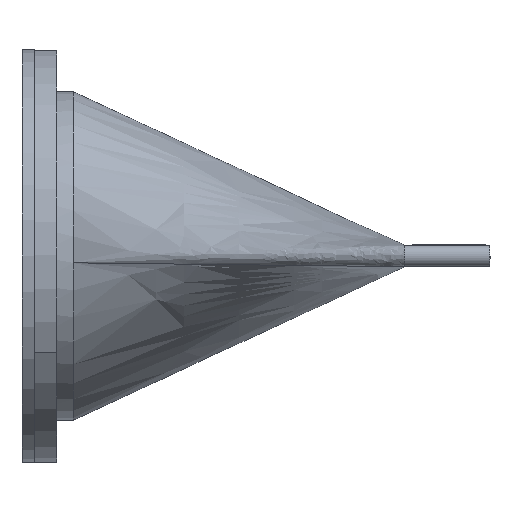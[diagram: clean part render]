
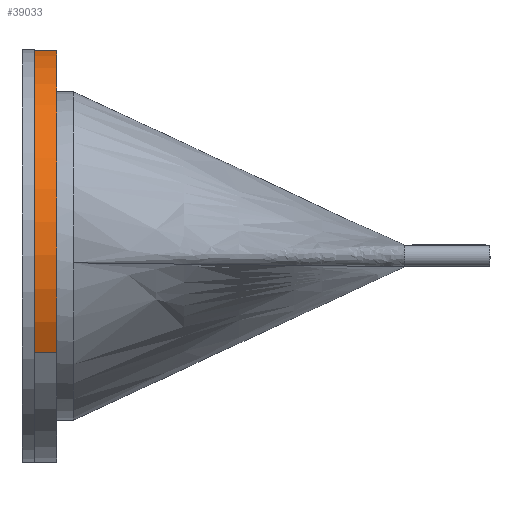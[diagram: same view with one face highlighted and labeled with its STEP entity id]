
A CAD part, front view. The second image highlights one B-rep face of the part: STEP entity #39033.
In plain terms, the highlighted cylindrical face has radius 484 mm (diameter 968 mm), a partial arc.
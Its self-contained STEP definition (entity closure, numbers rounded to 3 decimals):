
#573 = CARTESIAN_POINT ( 'NONE',  ( 185.219, -447.158, 52. ) ) ;
#647 = CIRCLE ( 'NONE', #12039, 484. ) ;
#1346 = VERTEX_POINT ( 'NONE', #21218 ) ;
#2804 = CYLINDRICAL_SURFACE ( 'NONE', #20163, 484. ) ;
#3573 = FACE_OUTER_BOUND ( 'NONE', #18531, .T. ) ;
#5630 = EDGE_CURVE ( 'NONE', #35342, #8768, #8480, .T. ) ;
#5692 = ORIENTED_EDGE ( 'NONE', *, *, #5630, .F. ) ;
#6305 = ORIENTED_EDGE ( 'NONE', *, *, #23533, .T. ) ;
#6900 = DIRECTION ( 'NONE',  ( 1., 0., 0. ) ) ;
#8309 = CARTESIAN_POINT ( 'NONE',  ( 185.219, -447.158, 0. ) ) ;
#8480 = LINE ( 'NONE', #20520, #23182 ) ;
#8758 = CARTESIAN_POINT ( 'NONE',  ( 0., 0., 52. ) ) ;
#8768 = VERTEX_POINT ( 'NONE', #8309 ) ;
#10199 = EDGE_CURVE ( 'NONE', #1346, #35342, #647, .T. ) ;
#10295 = EDGE_CURVE ( 'NONE', #1346, #21521, #34976, .T. ) ;
#10565 = CARTESIAN_POINT ( 'NONE',  ( -484., 0., 0. ) ) ;
#12039 = AXIS2_PLACEMENT_3D ( 'NONE', #25261, #37358, #6900 ) ;
#15663 = DIRECTION ( 'NONE',  ( 1., 0., 0. ) ) ;
#16968 = DIRECTION ( 'NONE',  ( 0., 0., -1. ) ) ;
#18228 = DIRECTION ( 'NONE',  ( 0., 0., -1. ) ) ;
#18531 = EDGE_LOOP ( 'NONE', ( #32137, #25010, #6305, #5692 ) ) ;
#20163 = AXIS2_PLACEMENT_3D ( 'NONE', #8758, #18228, #30303 ) ;
#20520 = CARTESIAN_POINT ( 'NONE',  ( 185.219, -447.158, 52. ) ) ;
#20790 = CARTESIAN_POINT ( 'NONE',  ( 0., 0., 0. ) ) ;
#21218 = CARTESIAN_POINT ( 'NONE',  ( -484., 0., 52. ) ) ;
#21521 = VERTEX_POINT ( 'NONE', #10565 ) ;
#22888 = CARTESIAN_POINT ( 'NONE',  ( -484., 0., 52. ) ) ;
#23182 = VECTOR ( 'NONE', #23873, 1000. ) ;
#23533 = EDGE_CURVE ( 'NONE', #21521, #8768, #38303, .T. ) ;
#23873 = DIRECTION ( 'NONE',  ( 0., 0., -1. ) ) ;
#25010 = ORIENTED_EDGE ( 'NONE', *, *, #10295, .T. ) ;
#25261 = CARTESIAN_POINT ( 'NONE',  ( 0., 0., 52. ) ) ;
#25300 = VECTOR ( 'NONE', #16968, 1000. ) ;
#30303 = DIRECTION ( 'NONE',  ( -1., 0., 0. ) ) ;
#30308 = DIRECTION ( 'NONE',  ( 0., 0., 1. ) ) ;
#31983 = AXIS2_PLACEMENT_3D ( 'NONE', #20790, #30308, #15663 ) ;
#32137 = ORIENTED_EDGE ( 'NONE', *, *, #10199, .F. ) ;
#34976 = LINE ( 'NONE', #22888, #25300 ) ;
#35342 = VERTEX_POINT ( 'NONE', #573 ) ;
#37358 = DIRECTION ( 'NONE',  ( 0., 0., 1. ) ) ;
#38303 = CIRCLE ( 'NONE', #31983, 484. ) ;
#39033 = ADVANCED_FACE ( 'NONE', ( #3573 ), #2804, .T. ) ;
